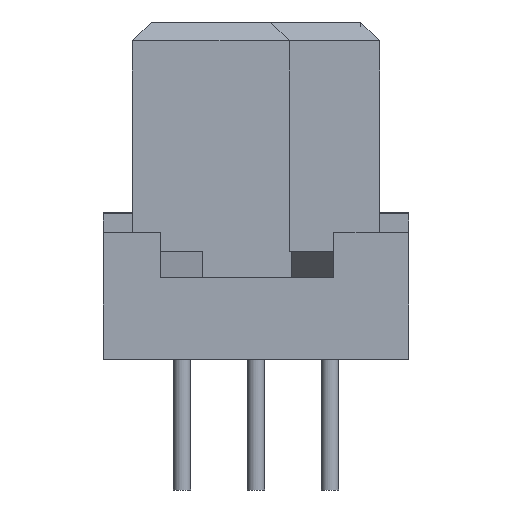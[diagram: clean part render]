
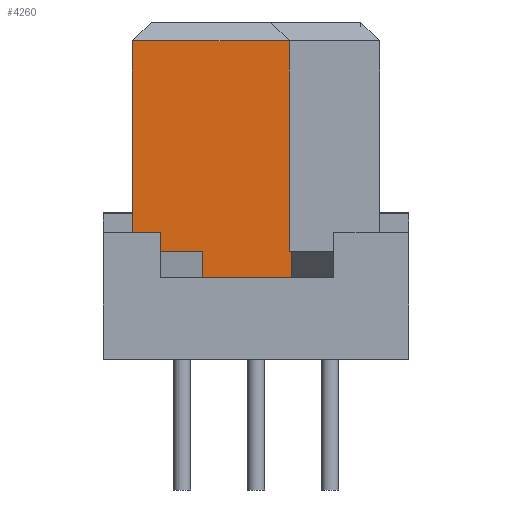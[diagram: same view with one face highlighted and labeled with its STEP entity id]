
A CAD part, front view. The second image highlights one B-rep face of the part: STEP entity #4260.
In plain terms, the highlighted free-form (B-spline) face has degree [1, 1] with [2, 2] control points.
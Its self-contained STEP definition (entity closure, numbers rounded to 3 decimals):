
#4012=CARTESIAN_POINT('',(3.69,-26.28,3.7));
#4013=VERTEX_POINT('',#4012);
#4014=CARTESIAN_POINT('',(3.69,-26.28,10.95));
#4015=VERTEX_POINT('',#4014);
#4016=CARTESIAN_POINT('',(3.69,-26.28,3.7));
#4017=CARTESIAN_POINT('',(3.69,-26.28,10.95));
#4018=QUASI_UNIFORM_CURVE('',1,(#4016,#4017),.UNSPECIFIED.,.F.,.U.);
#4019=EDGE_CURVE('',#4013,#4015,#4018,.T.);
#4102=CARTESIAN_POINT('',(-1.71,-26.28,10.95));
#4103=VERTEX_POINT('',#4102);
#4109=CARTESIAN_POINT('',(-1.71,-26.28,10.95));
#4110=CARTESIAN_POINT('',(3.69,-26.28,10.95));
#4111=B_SPLINE_CURVE_WITH_KNOTS('',1,(#4109,#4110),.UNSPECIFIED.,.F.,.U.,(2,2),(1.088,6.962),.UNSPECIFIED.);
#4112=EDGE_CURVE('',#4103,#4015,#4111,.T.);
#4163=CARTESIAN_POINT('',(-1.71,-26.28,3.7));
#4164=VERTEX_POINT('',#4163);
#4170=CARTESIAN_POINT('',(-1.71,-26.28,3.7));
#4171=CARTESIAN_POINT('',(-1.71,-26.28,10.95));
#4172=QUASI_UNIFORM_CURVE('',1,(#4170,#4171),.UNSPECIFIED.,.F.,.U.);
#4173=EDGE_CURVE('',#4164,#4103,#4172,.T.);
#4184=CARTESIAN_POINT('',(0.708,-26.28,3.7));
#4185=VERTEX_POINT('',#4184);
#4191=CARTESIAN_POINT('',(-1.71,-26.28,3.7));
#4192=CARTESIAN_POINT('',(0.708,-26.28,3.7));
#4193=B_SPLINE_CURVE_WITH_KNOTS('',1,(#4191,#4192),.UNSPECIFIED.,.F.,.U.,(2,2),(0.138,0.472),.UNSPECIFIED.);
#4194=EDGE_CURVE('',#4164,#4185,#4193,.T.);
#4213=CARTESIAN_POINT('',(0.708,-26.28,2.8));
#4214=VERTEX_POINT('',#4213);
#4220=CARTESIAN_POINT('',(0.708,-26.28,3.7));
#4221=CARTESIAN_POINT('',(0.708,-26.28,2.8));
#4222=B_SPLINE_CURVE_WITH_KNOTS('',1,(#4220,#4221),.UNSPECIFIED.,.F.,.U.,(2,2),(0.0,0.581),.UNSPECIFIED.);
#4223=EDGE_CURVE('',#4185,#4214,#4222,.T.);
#4229=CARTESIAN_POINT('',(-2.81,-26.28,11.05));
#4230=CARTESIAN_POINT('',(-2.81,-26.28,2.7));
#4231=CARTESIAN_POINT('',(7.89,-26.28,11.05));
#4232=CARTESIAN_POINT('',(7.89,-26.28,2.7));
#4233=B_SPLINE_SURFACE_WITH_KNOTS('',1,1,((#4229,#4231),(#4230,#4232)),.UNSPECIFIED.,.F.,.F.,.U.,(2,2),(2,2),(0.0,1.0),(0.0,1.281),.UNSPECIFIED.);
#4234=ORIENTED_EDGE('',*,*,#4223,.T.);
#4235=CARTESIAN_POINT('',(3.772,-26.28,2.8));
#4236=VERTEX_POINT('',#4235);
#4237=CARTESIAN_POINT('',(0.708,-26.28,2.8));
#4238=CARTESIAN_POINT('',(3.772,-26.28,2.8));
#4239=B_SPLINE_CURVE_WITH_KNOTS('',1,(#4237,#4238),.UNSPECIFIED.,.F.,.U.,(2,2),(0.0,1.976),.UNSPECIFIED.);
#4240=EDGE_CURVE('',#4214,#4236,#4239,.T.);
#4241=ORIENTED_EDGE('',*,*,#4240,.T.);
#4242=CARTESIAN_POINT('',(3.772,-26.28,3.7));
#4243=VERTEX_POINT('',#4242);
#4244=CARTESIAN_POINT('',(3.772,-26.28,2.8));
#4245=CARTESIAN_POINT('',(3.772,-26.28,3.7));
#4246=B_SPLINE_CURVE_WITH_KNOTS('',1,(#4244,#4245),.UNSPECIFIED.,.F.,.U.,(2,2),(0.0,0.581),.UNSPECIFIED.);
#4247=EDGE_CURVE('',#4236,#4243,#4246,.T.);
#4248=ORIENTED_EDGE('',*,*,#4247,.T.);
#4249=CARTESIAN_POINT('',(3.772,-26.28,3.7));
#4250=CARTESIAN_POINT('',(3.69,-26.28,3.7));
#4251=B_SPLINE_CURVE_WITH_KNOTS('',1,(#4249,#4250),.UNSPECIFIED.,.F.,.U.,(2,2),(0.973,1.0),.UNSPECIFIED.);
#4252=EDGE_CURVE('',#4243,#4013,#4251,.T.);
#4253=ORIENTED_EDGE('',*,*,#4252,.T.);
#4254=ORIENTED_EDGE('',*,*,#4019,.T.);
#4255=ORIENTED_EDGE('',*,*,#4112,.F.);
#4256=ORIENTED_EDGE('',*,*,#4173,.F.);
#4257=ORIENTED_EDGE('',*,*,#4194,.T.);
#4258=EDGE_LOOP('',(#4234,#4241,#4248,#4253,#4254,#4255,#4256,#4257));
#4259=FACE_OUTER_BOUND('',#4258,.T.);
#4260=ADVANCED_FACE('',(#4259),#4233,.T.);
